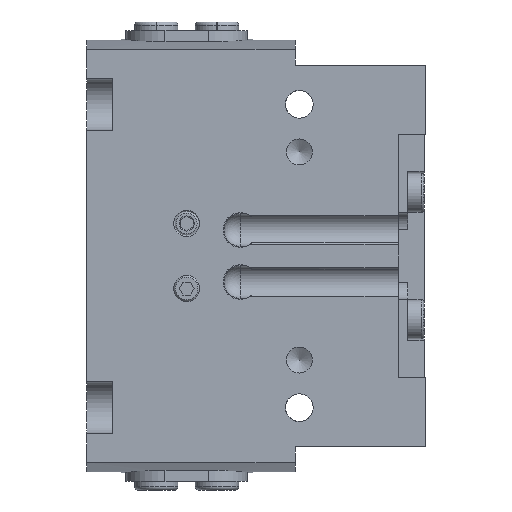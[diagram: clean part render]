
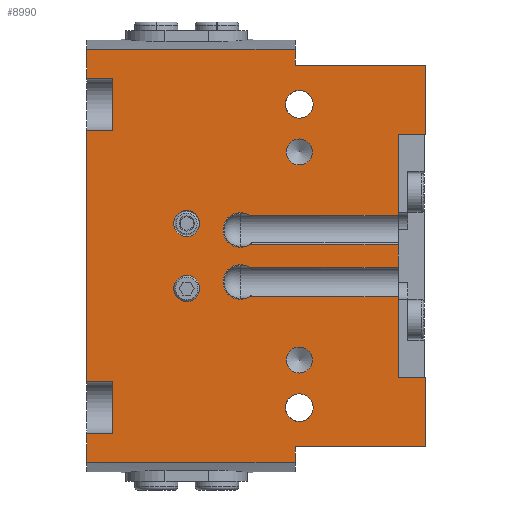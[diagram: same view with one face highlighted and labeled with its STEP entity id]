
A CAD part, left-side view. The second image highlights one B-rep face of the part: STEP entity #8990.
In plain terms, the highlighted planar face has unit normal (-1, 0, 0).
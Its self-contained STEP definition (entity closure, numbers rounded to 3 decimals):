
#362=CIRCLE('',#9449,1.5);
#363=CIRCLE('',#9450,1.5);
#364=CIRCLE('',#9451,1.5);
#365=CIRCLE('',#9452,1.5);
#366=CIRCLE('',#9453,1.6);
#367=CIRCLE('',#9454,1.6);
#368=CIRCLE('',#9455,2.);
#369=CIRCLE('',#9456,2.);
#725=ORIENTED_EDGE('',*,*,#2584,.F.);
#726=ORIENTED_EDGE('',*,*,#2585,.F.);
#727=ORIENTED_EDGE('',*,*,#2586,.F.);
#728=ORIENTED_EDGE('',*,*,#2587,.F.);
#729=ORIENTED_EDGE('',*,*,#2588,.F.);
#730=ORIENTED_EDGE('',*,*,#2589,.F.);
#731=ORIENTED_EDGE('',*,*,#2590,.F.);
#732=ORIENTED_EDGE('',*,*,#2591,.F.);
#733=ORIENTED_EDGE('',*,*,#2592,.F.);
#734=ORIENTED_EDGE('',*,*,#2583,.F.);
#735=ORIENTED_EDGE('',*,*,#2593,.F.);
#736=ORIENTED_EDGE('',*,*,#2594,.F.);
#737=ORIENTED_EDGE('',*,*,#2595,.F.);
#738=ORIENTED_EDGE('',*,*,#2579,.F.);
#739=ORIENTED_EDGE('',*,*,#2529,.T.);
#740=ORIENTED_EDGE('',*,*,#2596,.T.);
#741=ORIENTED_EDGE('',*,*,#2597,.T.);
#742=ORIENTED_EDGE('',*,*,#2598,.T.);
#743=ORIENTED_EDGE('',*,*,#2599,.T.);
#744=ORIENTED_EDGE('',*,*,#2600,.T.);
#745=ORIENTED_EDGE('',*,*,#2601,.F.);
#746=ORIENTED_EDGE('',*,*,#2602,.F.);
#747=ORIENTED_EDGE('',*,*,#2603,.T.);
#748=ORIENTED_EDGE('',*,*,#2604,.T.);
#749=ORIENTED_EDGE('',*,*,#2605,.F.);
#750=ORIENTED_EDGE('',*,*,#2606,.F.);
#751=ORIENTED_EDGE('',*,*,#2607,.T.);
#752=ORIENTED_EDGE('',*,*,#2608,.T.);
#753=ORIENTED_EDGE('',*,*,#2609,.T.);
#754=ORIENTED_EDGE('',*,*,#2610,.T.);
#755=ORIENTED_EDGE('',*,*,#2611,.F.);
#756=ORIENTED_EDGE('',*,*,#2612,.T.);
#757=ORIENTED_EDGE('',*,*,#2519,.F.);
#758=ORIENTED_EDGE('',*,*,#2569,.F.);
#2519=EDGE_CURVE('',#3450,#3447,#4104,.T.);
#2529=EDGE_CURVE('',#3461,#3460,#4107,.T.);
#2569=EDGE_CURVE('',#3495,#3450,#4119,.T.);
#2579=EDGE_CURVE('',#3461,#3504,#4127,.T.);
#2583=EDGE_CURVE('',#3507,#3493,#4130,.T.);
#2584=EDGE_CURVE('',#3508,#3508,#362,.F.);
#2585=EDGE_CURVE('',#3509,#3509,#363,.T.);
#2586=EDGE_CURVE('',#3510,#3510,#364,.T.);
#2587=EDGE_CURVE('',#3511,#3511,#365,.T.);
#2588=EDGE_CURVE('',#3512,#3512,#366,.T.);
#2589=EDGE_CURVE('',#3513,#3513,#367,.T.);
#2590=EDGE_CURVE('',#3514,#3495,#4131,.T.);
#2591=EDGE_CURVE('',#3515,#3514,#4132,.T.);
#2592=EDGE_CURVE('',#3493,#3515,#4133,.T.);
#2593=EDGE_CURVE('',#3516,#3507,#4134,.T.);
#2594=EDGE_CURVE('',#3517,#3516,#4135,.T.);
#2595=EDGE_CURVE('',#3504,#3517,#4136,.T.);
#2596=EDGE_CURVE('',#3460,#3518,#4137,.T.);
#2597=EDGE_CURVE('',#3518,#3519,#4138,.T.);
#2598=EDGE_CURVE('',#3519,#3520,#4139,.T.);
#2599=EDGE_CURVE('',#3520,#3521,#4140,.T.);
#2600=EDGE_CURVE('',#3521,#3522,#4141,.T.);
#2601=EDGE_CURVE('',#3523,#3522,#4142,.T.);
#2602=EDGE_CURVE('',#3524,#3523,#368,.T.);
#2603=EDGE_CURVE('',#3524,#3525,#4143,.T.);
#2604=EDGE_CURVE('',#3525,#3526,#4144,.T.);
#2605=EDGE_CURVE('',#3527,#3526,#4145,.T.);
#2606=EDGE_CURVE('',#3528,#3527,#369,.T.);
#2607=EDGE_CURVE('',#3528,#3529,#4146,.T.);
#2608=EDGE_CURVE('',#3529,#3530,#4147,.T.);
#2609=EDGE_CURVE('',#3530,#3531,#4148,.T.);
#2610=EDGE_CURVE('',#3531,#3532,#4149,.T.);
#2611=EDGE_CURVE('',#3533,#3532,#4150,.T.);
#2612=EDGE_CURVE('',#3533,#3447,#4151,.T.);
#3447=VERTEX_POINT('',#12190);
#3450=VERTEX_POINT('',#12195);
#3460=VERTEX_POINT('',#12232);
#3461=VERTEX_POINT('',#12234);
#3493=VERTEX_POINT('',#12393);
#3495=VERTEX_POINT('',#12397);
#3504=VERTEX_POINT('',#12417);
#3507=VERTEX_POINT('',#12423);
#3508=VERTEX_POINT('',#12427);
#3509=VERTEX_POINT('',#12429);
#3510=VERTEX_POINT('',#12431);
#3511=VERTEX_POINT('',#12433);
#3512=VERTEX_POINT('',#12435);
#3513=VERTEX_POINT('',#12437);
#3514=VERTEX_POINT('',#12439);
#3515=VERTEX_POINT('',#12441);
#3516=VERTEX_POINT('',#12444);
#3517=VERTEX_POINT('',#12446);
#3518=VERTEX_POINT('',#12449);
#3519=VERTEX_POINT('',#12451);
#3520=VERTEX_POINT('',#12453);
#3521=VERTEX_POINT('',#12455);
#3522=VERTEX_POINT('',#12457);
#3523=VERTEX_POINT('',#12459);
#3524=VERTEX_POINT('',#12461);
#3525=VERTEX_POINT('',#12463);
#3526=VERTEX_POINT('',#12465);
#3527=VERTEX_POINT('',#12467);
#3528=VERTEX_POINT('',#12469);
#3529=VERTEX_POINT('',#12471);
#3530=VERTEX_POINT('',#12473);
#3531=VERTEX_POINT('',#12475);
#3532=VERTEX_POINT('',#12477);
#3533=VERTEX_POINT('',#12479);
#4104=LINE('',#12196,#4676);
#4107=LINE('',#12233,#4679);
#4119=LINE('',#12398,#4691);
#4127=LINE('',#12416,#4699);
#4130=LINE('',#12424,#4702);
#4131=LINE('',#12438,#4703);
#4132=LINE('',#12440,#4704);
#4133=LINE('',#12442,#4705);
#4134=LINE('',#12443,#4706);
#4135=LINE('',#12445,#4707);
#4136=LINE('',#12447,#4708);
#4137=LINE('',#12448,#4709);
#4138=LINE('',#12450,#4710);
#4139=LINE('',#12452,#4711);
#4140=LINE('',#12454,#4712);
#4141=LINE('',#12456,#4713);
#4142=LINE('',#12458,#4714);
#4143=LINE('',#12462,#4715);
#4144=LINE('',#12464,#4716);
#4145=LINE('',#12466,#4717);
#4146=LINE('',#12470,#4718);
#4147=LINE('',#12472,#4719);
#4148=LINE('',#12474,#4720);
#4149=LINE('',#12476,#4721);
#4150=LINE('',#12478,#4722);
#4151=LINE('',#12480,#4723);
#4676=VECTOR('',#10157,1000.);
#4679=VECTOR('',#10168,1000.);
#4691=VECTOR('',#10240,1000.);
#4699=VECTOR('',#10252,1000.);
#4702=VECTOR('',#10257,1000.);
#4703=VECTOR('',#10272,1000.);
#4704=VECTOR('',#10273,1000.);
#4705=VECTOR('',#10274,1000.);
#4706=VECTOR('',#10275,1000.);
#4707=VECTOR('',#10276,1000.);
#4708=VECTOR('',#10277,1000.);
#4709=VECTOR('',#10278,1000.);
#4710=VECTOR('',#10279,1000.);
#4711=VECTOR('',#10280,1000.);
#4712=VECTOR('',#10281,1000.);
#4713=VECTOR('',#10282,1000.);
#4714=VECTOR('',#10283,1000.);
#4715=VECTOR('',#10286,1000.);
#4716=VECTOR('',#10287,1000.);
#4717=VECTOR('',#10288,1000.);
#4718=VECTOR('',#10291,1000.);
#4719=VECTOR('',#10292,1000.);
#4720=VECTOR('',#10293,1000.);
#4721=VECTOR('',#10294,1000.);
#4722=VECTOR('',#10295,1000.);
#4723=VECTOR('',#10296,1000.);
#5265=EDGE_LOOP('',(#725));
#5266=EDGE_LOOP('',(#726));
#5267=EDGE_LOOP('',(#727));
#5268=EDGE_LOOP('',(#728));
#5269=EDGE_LOOP('',(#729));
#5270=EDGE_LOOP('',(#730));
#5271=EDGE_LOOP('',(#731,#732,#733,#734,#735,#736,#737,#738,#739,#740,#741,
#742,#743,#744,#745,#746,#747,#748,#749,#750,#751,#752,#753,#754,#755,#756,
#757,#758));
#5807=FACE_BOUND('',#5265,.T.);
#5808=FACE_BOUND('',#5266,.T.);
#5809=FACE_BOUND('',#5267,.T.);
#5810=FACE_BOUND('',#5268,.T.);
#5811=FACE_BOUND('',#5269,.T.);
#5812=FACE_BOUND('',#5270,.T.);
#5813=FACE_BOUND('',#5271,.T.);
#6338=PLANE('',#9448);
#8990=ADVANCED_FACE('',(#5807,#5808,#5809,#5810,#5811,#5812,#5813),#6338,
 .F.);
#9448=AXIS2_PLACEMENT_3D('',#12425,#10258,#10259);
#9449=AXIS2_PLACEMENT_3D('',#12426,#10260,#10261);
#9450=AXIS2_PLACEMENT_3D('',#12428,#10262,#10263);
#9451=AXIS2_PLACEMENT_3D('',#12430,#10264,#10265);
#9452=AXIS2_PLACEMENT_3D('',#12432,#10266,#10267);
#9453=AXIS2_PLACEMENT_3D('',#12434,#10268,#10269);
#9454=AXIS2_PLACEMENT_3D('',#12436,#10270,#10271);
#9455=AXIS2_PLACEMENT_3D('',#12460,#10284,#10285);
#9456=AXIS2_PLACEMENT_3D('',#12468,#10289,#10290);
#10157=DIRECTION('',(0.,-1.,0.));
#10168=DIRECTION('',(0.,-1.,0.));
#10240=DIRECTION('',(0.,0.,1.));
#10252=DIRECTION('',(0.,0.,1.));
#10257=DIRECTION('',(0.,0.,1.));
#10258=DIRECTION('',(1.,0.,0.));
#10259=DIRECTION('',(0.,0.,-1.));
#10260=DIRECTION('',(1.,0.,0.));
#10261=DIRECTION('',(0.,0.,-1.));
#10262=DIRECTION('',(-1.,0.,0.));
#10263=DIRECTION('',(0.,0.,1.));
#10264=DIRECTION('',(-1.,0.,0.));
#10265=DIRECTION('',(0.,0.,1.));
#10266=DIRECTION('',(-1.,0.,0.));
#10267=DIRECTION('',(0.,0.,1.));
#10268=DIRECTION('',(-1.,0.,0.));
#10269=DIRECTION('',(0.,0.,1.));
#10270=DIRECTION('',(-1.,0.,0.));
#10271=DIRECTION('',(0.,0.,1.));
#10272=DIRECTION('',(0.,1.,0.));
#10273=DIRECTION('',(0.,0.,1.));
#10274=DIRECTION('',(0.,-1.,0.));
#10275=DIRECTION('',(0.,1.,0.));
#10276=DIRECTION('',(0.,0.,1.));
#10277=DIRECTION('',(0.,-1.,0.));
#10278=DIRECTION('',(0.,0.,1.));
#10279=DIRECTION('',(0.,-1.,0.));
#10280=DIRECTION('',(0.,0.,1.));
#10281=DIRECTION('',(0.,1.,0.));
#10282=DIRECTION('',(0.,0.,1.));
#10283=DIRECTION('',(0.,-1.,0.));
#10284=DIRECTION('',(-1.,0.,0.));
#10285=DIRECTION('',(0.,0.,1.));
#10286=DIRECTION('',(0.,-1.,0.));
#10287=DIRECTION('',(0.,0.,1.));
#10288=DIRECTION('',(0.,-1.,0.));
#10289=DIRECTION('',(-1.,0.,0.));
#10290=DIRECTION('',(0.,0.,1.));
#10291=DIRECTION('',(0.,-1.,0.));
#10292=DIRECTION('',(0.,0.,1.));
#10293=DIRECTION('',(0.,-1.,0.));
#10294=DIRECTION('',(0.,0.,1.));
#10295=DIRECTION('',(0.,-1.,0.));
#10296=DIRECTION('',(0.,0.,1.));
#12190=CARTESIAN_POINT('',(-14.,15.,23.839));
#12195=CARTESIAN_POINT('',(-14.,39.,23.839));
#12196=CARTESIAN_POINT('',(-14.,39.,23.839));
#12232=CARTESIAN_POINT('',(-14.,15.,-23.839));
#12233=CARTESIAN_POINT('',(-14.,39.,-23.839));
#12234=CARTESIAN_POINT('',(-14.,39.,-23.839));
#12393=CARTESIAN_POINT('',(-14.,39.,14.5));
#12397=CARTESIAN_POINT('',(-14.,39.,20.5));
#12398=CARTESIAN_POINT('',(-14.,39.,-23.839));
#12416=CARTESIAN_POINT('',(-14.,39.,-23.839));
#12417=CARTESIAN_POINT('',(-14.,39.,-20.5));
#12423=CARTESIAN_POINT('',(-14.,39.,-14.5));
#12424=CARTESIAN_POINT('',(-14.,39.,-23.839));
#12425=CARTESIAN_POINT('',(-14.,39.,-23.839));
#12426=CARTESIAN_POINT('',(-14.,27.5,-3.75));
#12427=CARTESIAN_POINT('',(-14.,27.5,-5.25));
#12428=CARTESIAN_POINT('',(-14.,27.5,3.75));
#12429=CARTESIAN_POINT('',(-14.,27.5,5.25));
#12430=CARTESIAN_POINT('',(-14.,14.5,12.));
#12431=CARTESIAN_POINT('',(-14.,14.5,13.5));
#12432=CARTESIAN_POINT('',(-14.,14.5,-12.));
#12433=CARTESIAN_POINT('',(-14.,14.5,-10.5));
#12434=CARTESIAN_POINT('',(-14.,14.5,17.5));
#12435=CARTESIAN_POINT('',(-14.,14.5,19.1));
#12436=CARTESIAN_POINT('',(-14.,14.5,-17.5));
#12437=CARTESIAN_POINT('',(-14.,14.5,-15.9));
#12438=CARTESIAN_POINT('',(-14.,39.,20.5));
#12439=CARTESIAN_POINT('',(-14.,36.,20.5));
#12440=CARTESIAN_POINT('',(-14.,36.,-23.839));
#12441=CARTESIAN_POINT('',(-14.,36.,14.5));
#12442=CARTESIAN_POINT('',(-14.,39.,14.5));
#12443=CARTESIAN_POINT('',(-14.,39.,-14.5));
#12444=CARTESIAN_POINT('',(-14.,36.,-14.5));
#12445=CARTESIAN_POINT('',(-14.,36.,-23.839));
#12446=CARTESIAN_POINT('',(-14.,36.,-20.5));
#12447=CARTESIAN_POINT('',(-14.,39.,-20.5));
#12448=CARTESIAN_POINT('',(-14.,15.,-23.839));
#12449=CARTESIAN_POINT('',(-14.,15.,-22.));
#12450=CARTESIAN_POINT('',(-14.,15.,-22.));
#12451=CARTESIAN_POINT('',(-14.,0.,-22.));
#12452=CARTESIAN_POINT('',(-14.,0.,-23.839));
#12453=CARTESIAN_POINT('',(-14.,0.,-14.));
#12454=CARTESIAN_POINT('',(-14.,39.,-14.));
#12455=CARTESIAN_POINT('',(-14.,3.1,-14.));
#12456=CARTESIAN_POINT('',(-14.,3.1,-23.839));
#12457=CARTESIAN_POINT('',(-14.,3.1,-4.7));
#12458=CARTESIAN_POINT('',(-14.,21.3,-4.7));
#12459=CARTESIAN_POINT('',(-14.,20.246,-4.7));
#12460=CARTESIAN_POINT('',(-14.,21.3,-3.));
#12461=CARTESIAN_POINT('',(-14.,20.246,-1.3));
#12462=CARTESIAN_POINT('',(-14.,21.3,-1.3));
#12463=CARTESIAN_POINT('',(-14.,3.1,-1.3));
#12464=CARTESIAN_POINT('',(-14.,3.1,-23.839));
#12465=CARTESIAN_POINT('',(-14.,3.1,1.3));
#12466=CARTESIAN_POINT('',(-14.,21.3,1.3));
#12467=CARTESIAN_POINT('',(-14.,20.246,1.3));
#12468=CARTESIAN_POINT('',(-14.,21.3,3.));
#12469=CARTESIAN_POINT('',(-14.,20.246,4.7));
#12470=CARTESIAN_POINT('',(-14.,21.3,4.7));
#12471=CARTESIAN_POINT('',(-14.,3.1,4.7));
#12472=CARTESIAN_POINT('',(-14.,3.1,-23.839));
#12473=CARTESIAN_POINT('',(-14.,3.1,14.));
#12474=CARTESIAN_POINT('',(-14.,39.,14.));
#12475=CARTESIAN_POINT('',(-14.,0.,14.));
#12476=CARTESIAN_POINT('',(-14.,0.,-23.839));
#12477=CARTESIAN_POINT('',(-14.,0.,22.));
#12478=CARTESIAN_POINT('',(-14.,15.,22.));
#12479=CARTESIAN_POINT('',(-14.,15.,22.));
#12480=CARTESIAN_POINT('',(-14.,15.,-23.839));
